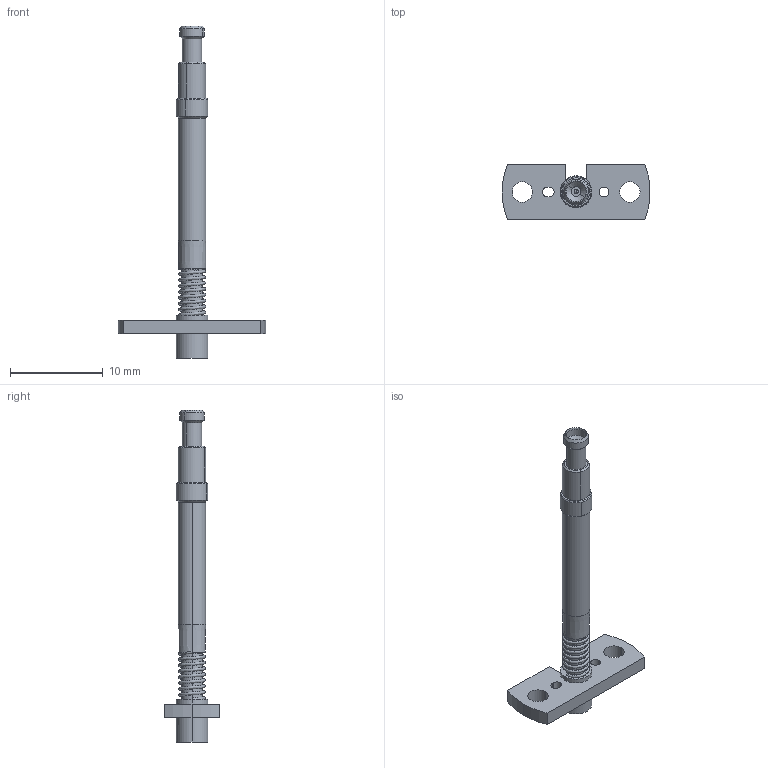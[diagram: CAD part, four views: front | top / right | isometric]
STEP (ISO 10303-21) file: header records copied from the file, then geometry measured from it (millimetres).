
FILE_DESCRIPTION (( 'STEP AP214' ), '1' );
FILE_NAME ('MOD-1083327-HF77-0005BG01-1.STEP', '2022-06-01T06:30:05', ( '' ), ( '' ), 'SwSTEP 2.0', 'SolidWorks 2020', '' );
FILE_SCHEMA (( 'AUTOMOTIVE_DESIGN' ));
Length unit declared in the file: millimetre
Products named in the file (1): MOD-1083327-HF77-0005BG01-1
Bounding box: 15.98 x 6 x 35.85 mm (x, y, z)
Volume: 330.8 mm3; surface area: 670.2 mm2
Topology: 1 solids, 1 shells, 107 faces, 244 edges, 145 vertices
Faces by surface type: cylinder 49, cone 30, plane 24, sphere 2, bspline 2
Entity records: 5189 total; most frequent: CARTESIAN_POINT 2333, DIRECTION 570, ORIENTED_EDGE 482, EDGE_CURVE 241, AXIS2_PLACEMENT_3D 231, VERTEX_POINT 144, EDGE_LOOP 125, CIRCLE 125
